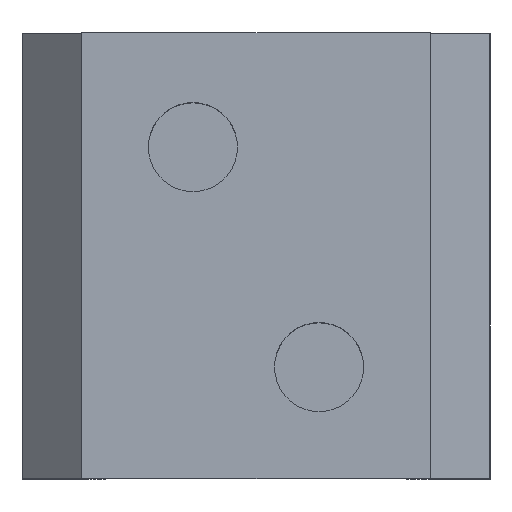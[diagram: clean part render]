
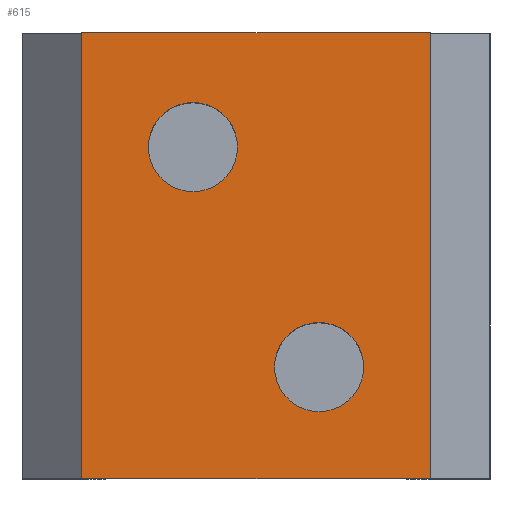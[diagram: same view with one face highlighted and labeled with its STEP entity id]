
A CAD part, top view. The second image highlights one B-rep face of the part: STEP entity #615.
In plain terms, the highlighted planar face has unit normal (0, 0, 1).
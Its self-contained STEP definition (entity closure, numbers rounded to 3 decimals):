
#23=FACE_BOUND('',#76,.T.);
#24=FACE_BOUND('',#77,.T.);
#25=CIRCLE('',#664,2.);
#26=CIRCLE('',#665,2.);
#41=FACE_OUTER_BOUND('',#75,.T.);
#75=EDGE_LOOP('',(#409,#410,#411,#412));
#76=EDGE_LOOP('',(#413));
#77=EDGE_LOOP('',(#414));
#111=LINE('',#893,#185);
#112=LINE('',#895,#186);
#113=LINE('',#897,#187);
#114=LINE('',#898,#188);
#185=VECTOR('',#717,10.);
#186=VECTOR('',#718,10.);
#187=VECTOR('',#719,10.);
#188=VECTOR('',#720,10.);
#259=VERTEX_POINT('',#891);
#260=VERTEX_POINT('',#892);
#261=VERTEX_POINT('',#894);
#262=VERTEX_POINT('',#896);
#263=VERTEX_POINT('',#899);
#264=VERTEX_POINT('',#901);
#319=EDGE_CURVE('',#259,#260,#111,.T.);
#320=EDGE_CURVE('',#260,#261,#112,.T.);
#321=EDGE_CURVE('',#261,#262,#113,.T.);
#322=EDGE_CURVE('',#262,#259,#114,.T.);
#323=EDGE_CURVE('',#263,#263,#25,.T.);
#324=EDGE_CURVE('',#264,#264,#26,.T.);
#409=ORIENTED_EDGE('',*,*,#319,.T.);
#410=ORIENTED_EDGE('',*,*,#320,.T.);
#411=ORIENTED_EDGE('',*,*,#321,.T.);
#412=ORIENTED_EDGE('',*,*,#322,.T.);
#413=ORIENTED_EDGE('',*,*,#323,.T.);
#414=ORIENTED_EDGE('',*,*,#324,.T.);
#589=PLANE('',#663);
#615=ADVANCED_FACE('',(#41,#23,#24),#589,.T.);
#663=AXIS2_PLACEMENT_3D('',#890,#715,#716);
#664=AXIS2_PLACEMENT_3D('',#900,#721,#722);
#665=AXIS2_PLACEMENT_3D('',#902,#723,#724);
#715=DIRECTION('center_axis',(0.,0.,1.));
#716=DIRECTION('ref_axis',(1.,0.,0.));
#717=DIRECTION('',(1.,0.,0.));
#718=DIRECTION('',(0.,1.,0.));
#719=DIRECTION('',(-1.,0.,0.));
#720=DIRECTION('',(0.,-1.,0.));
#721=DIRECTION('center_axis',(0.,0.,-1.));
#722=DIRECTION('ref_axis',(1.,0.,0.));
#723=DIRECTION('center_axis',(0.,0.,-1.));
#724=DIRECTION('ref_axis',(1.,0.,0.));
#890=CARTESIAN_POINT('Origin',(159.672,134.13,55.));
#891=CARTESIAN_POINT('',(159.672,134.13,55.));
#892=CARTESIAN_POINT('',(175.328,134.13,55.));
#893=CARTESIAN_POINT('',(175.328,134.13,55.));
#894=CARTESIAN_POINT('',(175.328,154.13,55.));
#895=CARTESIAN_POINT('',(175.328,134.13,55.));
#896=CARTESIAN_POINT('',(159.672,154.13,55.));
#897=CARTESIAN_POINT('',(175.328,154.13,55.));
#898=CARTESIAN_POINT('',(159.672,134.13,55.));
#899=CARTESIAN_POINT('',(162.672,149.,55.));
#900=CARTESIAN_POINT('Origin',(164.672,149.,55.));
#901=CARTESIAN_POINT('',(168.328,139.13,55.));
#902=CARTESIAN_POINT('Origin',(170.328,139.13,55.));
